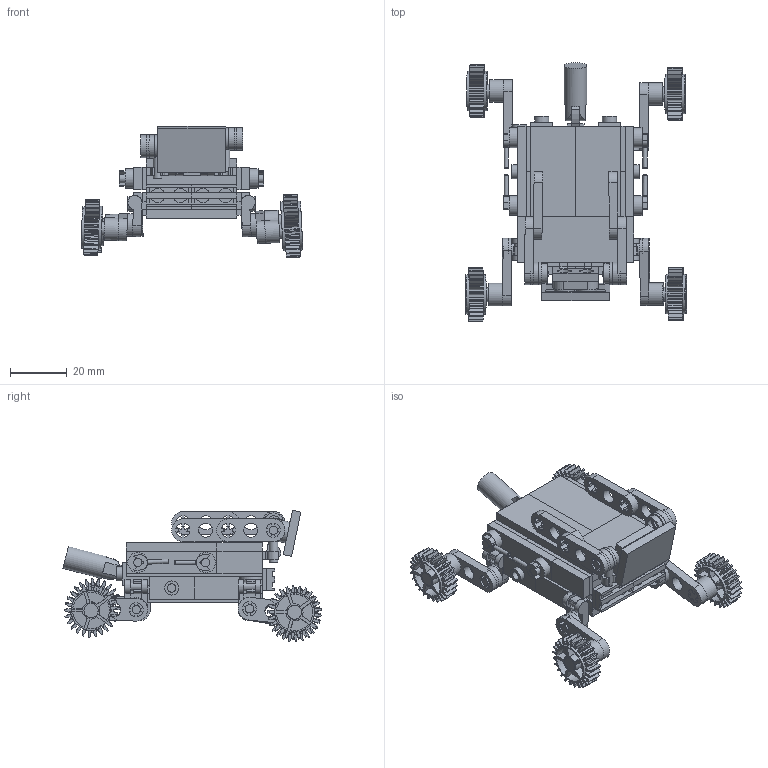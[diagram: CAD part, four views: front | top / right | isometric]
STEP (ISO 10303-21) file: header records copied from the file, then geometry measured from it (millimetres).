
FILE_DESCRIPTION(/* description */ (''),/* implementation_level */ '2;1');
FILE_NAME(/* name */ '',/* time_stamp */ '2025-08-20T15:33:52+08:00',/* author */ (''),/* organization */ (''),/* preprocessor_version */ 'ST-DEVELOPER v20.1',/* originating_system */ 'Autodesk Translation Framework v14.10.0.0',/* authorisation */ '');
FILE_SCHEMA (('AUTOMOTIVE_DESIGN { 1 0 10303 214 3 1 1 }'));
Length unit declared in the file: millimetre
Products named in the file (49): 2025-08-20-09-31-39-552; 2025-08-20-09-32-50-077; 2025-08-20-09-39-52-147; 2025-08-20-09-52-00-292; 2025-08-20-10-04-00-651; 2025-08-20-10-18-21-560; 2025-08-20-10-30-21-476; 2025-08-20-10-48-11-423; 2025-08-20-11-05-54-400; 2025-08-20-11-05-54-400_1; 2025-08-20-11-22-56-175; 2025-08-20-11-24-25-914; 2025-08-20-11-22-56-175_1; 2025-08-20-11-24-25-914_1; 2025-08-20-11-30-29-183; 2025-08-20-11-33-41-451; 2025-08-20-11-24-25-914_2; 2025-08-20-11-49-22-253; 2025-08-20-11-49-22-253_1; 2025-08-20-11-52-10-360; 2025-08-20-04-11-31-980; 2025-08-20-11-05-54-400_2; 2025-08-20-13-19-51-025; 2025-08-20-13-26-26-219; 2025-08-20-13-28-58-388; 2025-08-20-13-31-31-141; 2025-08-20-13-43-16-863; 2025-08-20-13-53-01-073; 2025-08-20-13-59-48-818; 2025-08-20-11-05-54-400_3; 2025-08-20-06-15-26-021; 2025-08-20-14-02-24-251; 2025-08-20-13-19-51-025_1; 2025-08-20-13-19-51-025_2; 2025-08-20-06-15-26-022; 2025-08-20-06-15-26-023; 2025-08-20-14-16-28-012; 2025-08-20-14-22-35-067; 2025-08-20-10-48-11-423_1; 2025-08-20-14-30-07-334 ...
Assembly tree (86 placements, depth 2):
  2025-08-20-09-31-39-552
    2025-08-20-09-32-50-077
    2025-08-20-09-39-52-147
    2025-08-20-09-52-00-292
    2025-08-20-10-04-00-651
    2025-08-20-10-18-21-560  x2
    2025-08-20-10-30-21-476  x2
    2025-08-20-10-48-11-423
    2025-08-20-11-05-54-400  x2
    2025-08-20-11-05-54-400_1  x2
    2025-08-20-11-22-56-175
    2025-08-20-11-24-25-914
    2025-08-20-11-22-56-175_1
    2025-08-20-11-24-25-914_1
    2025-08-20-11-30-29-183
    2025-08-20-11-33-41-451
    2025-08-20-11-24-25-914_2  x3
    2025-08-20-11-49-22-253  x2
    2025-08-20-11-49-22-253_1  x2
    2025-08-20-11-52-10-360  x2
    2025-08-20-04-11-31-980  x2
    2025-08-20-11-05-54-400_2
    2025-08-20-13-19-51-025  x2
    2025-08-20-13-26-26-219
    2025-08-20-13-28-58-388  x2
    2025-08-20-13-31-31-141
    2025-08-20-13-43-16-863
    2025-08-20-13-53-01-073
    2025-08-20-13-59-48-818  x2
    2025-08-20-11-05-54-400_3  x2
    2025-08-20-06-15-26-021  x2
    2025-08-20-14-02-24-251  x2
    2025-08-20-13-19-51-025_1
    2025-08-20-13-19-51-025_2
    2025-08-20-06-15-26-022
    2025-08-20-06-15-26-023
    2025-08-20-14-16-28-012  x4
    2025-08-20-14-22-35-067  x4
    2025-08-20-10-48-11-423_1
    2025-08-20-14-30-07-334  x2
    2025-08-20-07-29-49-256  x2
    2025-08-20-14-43-59-952  x4
    2025-08-20-14-39-39-630  x6
    2025-08-20-07-29-56-936  x2
    2025-08-20-07-29-56-937  x2
    2025-08-20-14-53-19-117  x2
    2025-08-20-14-45-18-283  x2
    2025-08-20-07-30-03-820  x2
    2025-08-20-07-30-03-821  x2
Bounding box: 78.38 x 91.27 x 46.41 mm (x, y, z)
Volume: 48574.1 mm3; surface area: 73654.2 mm2
Topology: 86 solids, 86 shells, 3130 faces, 6753 edges, 4490 vertices
Faces by surface type: plane 2132, cylinder 978, bspline 16, cone 4
Full cylindrical faces by diameter (mm): 1.5 x4, 2 x3, 3 x175, 5 x396, 7 x10, 8 x13, 14 x4
Entity records: 50134 total; most frequent: DIRECTION 8841, CARTESIAN_POINT 8484, ORIENTED_EDGE 7410, EDGE_CURVE 3705, AXIS2_PLACEMENT_3D 3219, VERTEX_POINT 2464, LINE 2403, VECTOR 2403
